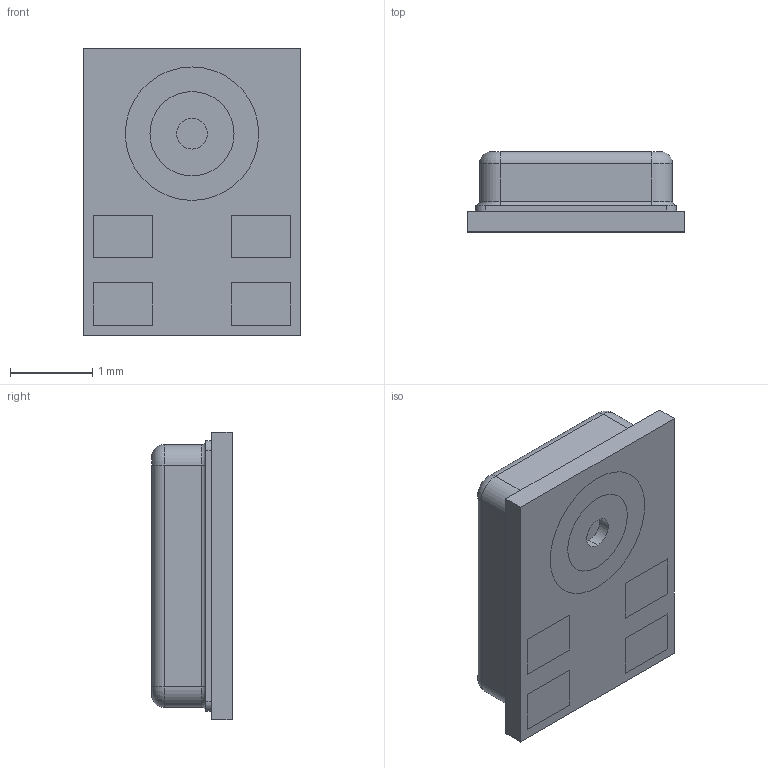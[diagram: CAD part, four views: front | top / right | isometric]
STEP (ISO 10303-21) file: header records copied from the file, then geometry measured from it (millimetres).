
FILE_DESCRIPTION (( 'STEP AP214' ), '1' );
FILE_NAME ('T3902.STEP', '2024-02-20T05:09:36', ( 'LENOVO' ), ( '' ), 'SwSTEP 2.0', 'SolidWorks 2021', '' );
FILE_SCHEMA (( 'AUTOMOTIVE_DESIGN' ));
Length unit declared in the file: millimetre
Products named in the file (1): T3902
Bounding box: 2.65 x 0.98 x 3.5 mm (x, y, z)
Volume: 7.8 mm3; surface area: 56.1 mm2
Topology: 8 solids, 8 shells, 110 faces, 234 edges, 148 vertices
Faces by surface type: plane 72, cylinder 30, torus 8
Entity records: 3101 total; most frequent: DIRECTION 524, CARTESIAN_POINT 493, ORIENTED_EDGE 468, EDGE_CURVE 234, AXIS2_PLACEMENT_3D 179, LINE 166, VECTOR 166, VERTEX_POINT 148
